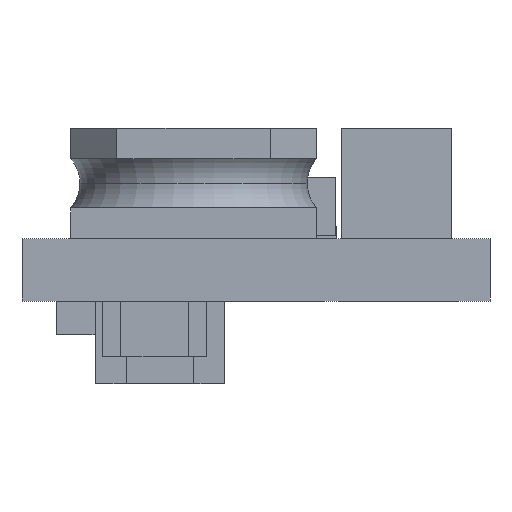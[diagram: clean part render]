
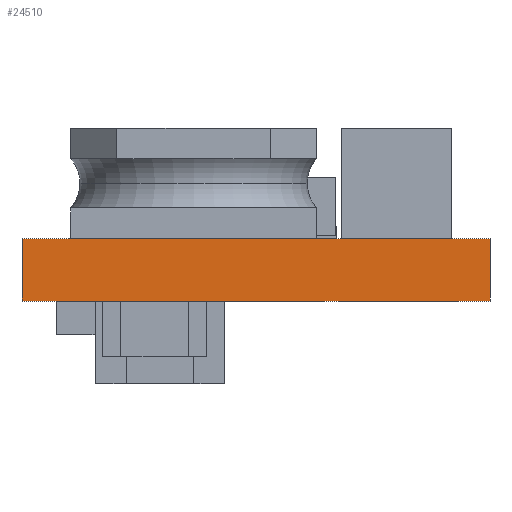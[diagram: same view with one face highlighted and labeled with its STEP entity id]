
A CAD part, front view. The second image highlights one B-rep face of the part: STEP entity #24510.
In plain terms, the highlighted planar face has unit normal (0, -1, 0).
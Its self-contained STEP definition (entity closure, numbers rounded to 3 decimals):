
#77 = CARTESIAN_POINT ( 'NONE',  ( 0., 0., 0. ) ) ;
#648 = VERTEX_POINT ( 'NONE', #26691 ) ;
#2103 = ORIENTED_EDGE ( 'NONE', *, *, #9264, .T. ) ;
#2272 = CARTESIAN_POINT ( 'NONE',  ( 0., 0., 1.016 ) ) ;
#4297 = LINE ( 'NONE', #26851, #21445 ) ;
#4746 = AXIS2_PLACEMENT_3D ( 'NONE', #15305, #17715, #26439 ) ;
#5583 = EDGE_CURVE ( 'NONE', #648, #12757, #4297, .T. ) ;
#6003 = EDGE_LOOP ( 'NONE', ( #2103, #30380, #30655, #19660 ) ) ;
#6004 = CARTESIAN_POINT ( 'NONE',  ( 0., 0., 0. ) ) ;
#7852 = VERTEX_POINT ( 'NONE', #77 ) ;
#8478 = DIRECTION ( 'NONE',  ( 0., 0., -1. ) ) ;
#9264 = EDGE_CURVE ( 'NONE', #7852, #12757, #20029, .T. ) ;
#9543 = CARTESIAN_POINT ( 'NONE',  ( 7.62, 0., 0. ) ) ;
#12757 = VERTEX_POINT ( 'NONE', #9543 ) ;
#14181 = EDGE_CURVE ( 'NONE', #26884, #648, #30365, .T. ) ;
#14833 = VECTOR ( 'NONE', #24444, 1000. ) ;
#15305 = CARTESIAN_POINT ( 'NONE',  ( 0., 0., 1.016 ) ) ;
#17238 = DIRECTION ( 'NONE',  ( 1., 0., 0. ) ) ;
#17322 = CARTESIAN_POINT ( 'NONE',  ( 0., 0., 1.016 ) ) ;
#17715 = DIRECTION ( 'NONE',  ( 0., 1., 0. ) ) ;
#19532 = EDGE_CURVE ( 'NONE', #26884, #7852, #23257, .T. ) ;
#19660 = ORIENTED_EDGE ( 'NONE', *, *, #19532, .T. ) ;
#20029 = LINE ( 'NONE', #6004, #32362 ) ;
#21445 = VECTOR ( 'NONE', #35332, 1000. ) ;
#23257 = LINE ( 'NONE', #17322, #34442 ) ;
#23635 = PLANE ( 'NONE',  #4746 ) ;
#24444 = DIRECTION ( 'NONE',  ( 1., 0., 0. ) ) ;
#24510 = ADVANCED_FACE ( 'NONE', ( #29385 ), #23635, .F. ) ;
#26439 = DIRECTION ( 'NONE',  ( 0., 0., 1. ) ) ;
#26691 = CARTESIAN_POINT ( 'NONE',  ( 7.62, 0., 1.016 ) ) ;
#26851 = CARTESIAN_POINT ( 'NONE',  ( 7.62, 0., 1.016 ) ) ;
#26884 = VERTEX_POINT ( 'NONE', #35749 ) ;
#29385 = FACE_OUTER_BOUND ( 'NONE', #6003, .T. ) ;
#30365 = LINE ( 'NONE', #2272, #14833 ) ;
#30380 = ORIENTED_EDGE ( 'NONE', *, *, #5583, .F. ) ;
#30655 = ORIENTED_EDGE ( 'NONE', *, *, #14181, .F. ) ;
#32362 = VECTOR ( 'NONE', #17238, 1000. ) ;
#34442 = VECTOR ( 'NONE', #8478, 1000. ) ;
#35332 = DIRECTION ( 'NONE',  ( 0., 0., -1. ) ) ;
#35749 = CARTESIAN_POINT ( 'NONE',  ( 0., 0., 1.016 ) ) ;
